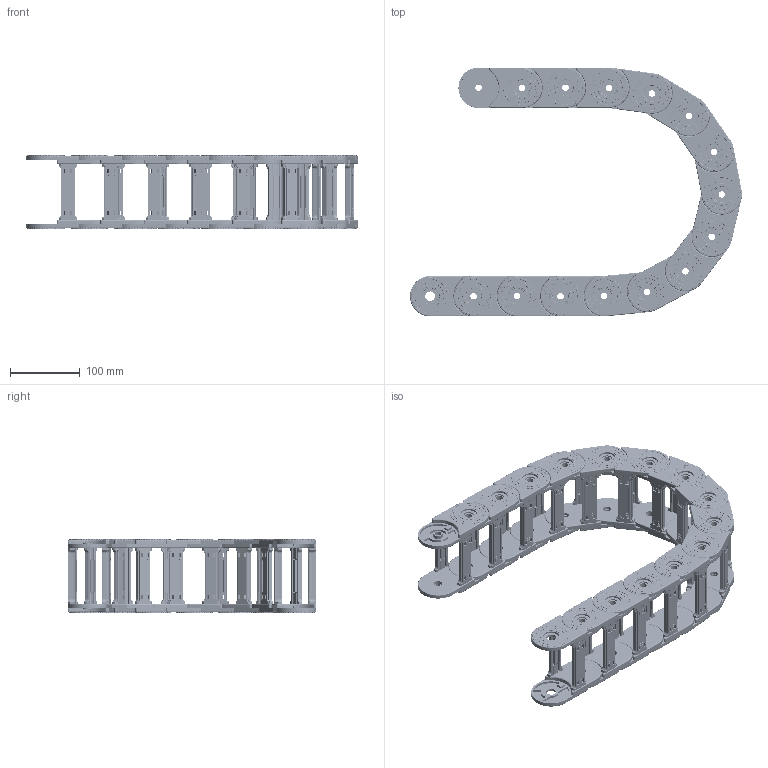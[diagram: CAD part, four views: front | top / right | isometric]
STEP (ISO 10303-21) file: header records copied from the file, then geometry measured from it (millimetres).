
FILE_DESCRIPTION (( 'STEP AP214' ), '1' );
FILE_NAME ('CK42-A080-R150.STEP', '2019-09-10T07:17:56', ( '' ), ( '' ), 'SwSTEP 2.0', 'SolidWorks 2017', '' );
FILE_SCHEMA (( 'AUTOMOTIVE_DESIGN' ));
Length unit declared in the file: millimetre
Products named in the file (2): CK42-A080; CK42-A080-R150
Assembly tree (15 placements, depth 2):
  CK42-A080-R150
    CK42-A080  x15
Bounding box: 477.64 x 358 x 105.3 mm (x, y, z)
Volume: 1208502.4 mm3; surface area: 777472.5 mm2
Topology: 60 solids, 60 shells, 11430 faces, 29070 edges, 17940 vertices
Faces by surface type: cylinder 5040, plane 4020, bspline 1410, torus 600, sphere 360
Entity records: 37756 total; most frequent: CARTESIAN_POINT 20863, ORIENTED_EDGE 3820, DIRECTION 2932, EDGE_CURVE 1910, VERTEX_POINT 1196, AXIS2_PLACEMENT_3D 990, VECTOR 952, LINE 952
